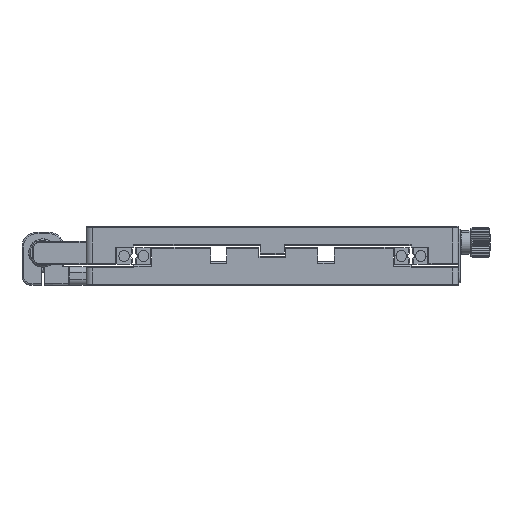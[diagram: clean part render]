
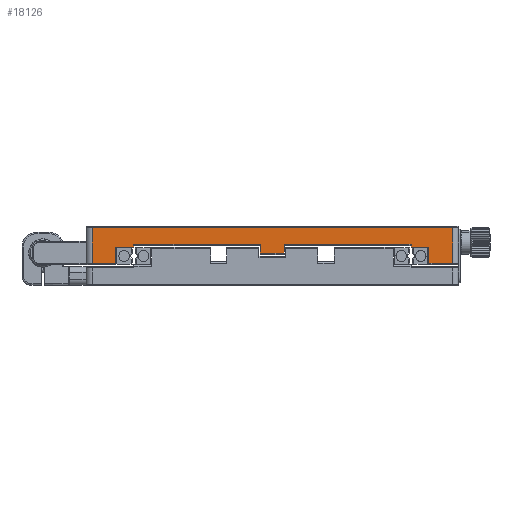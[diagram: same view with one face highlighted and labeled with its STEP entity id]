
A CAD part, front view. The second image highlights one B-rep face of the part: STEP entity #18126.
In plain terms, the highlighted planar face has unit normal (0, -1, 0).
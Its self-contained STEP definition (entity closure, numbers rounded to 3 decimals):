
#394 = VECTOR ( 'NONE', #3390, 1000. ) ;
#434 = LINE ( 'NONE', #21871, #394 ) ;
#1048 = VERTEX_POINT ( 'NONE', #9609 ) ;
#1104 = CARTESIAN_POINT ( 'NONE',  ( -46.5, -62.5, 13. ) ) ;
#1186 = VECTOR ( 'NONE', #26151, 1000. ) ;
#1378 = DIRECTION ( 'NONE',  ( 1., 0., 0. ) ) ;
#1518 = CARTESIAN_POINT ( 'NONE',  ( 46.5, -62.5, 14. ) ) ;
#1638 = ORIENTED_EDGE ( 'NONE', *, *, #28225, .T. ) ;
#1774 = EDGE_CURVE ( 'NONE', #29817, #27391, #14234, .T. ) ;
#2024 = EDGE_LOOP ( 'NONE', ( #25998, #19115, #5026, #13896, #18267, #20521, #9808, #24431, #27774, #17338, #28238, #27885, #10550, #4553, #5590, #1638 ) ) ;
#2849 = VERTEX_POINT ( 'NONE', #14268 ) ;
#3131 = CARTESIAN_POINT ( 'NONE',  ( 60.5, -62.5, 7. ) ) ;
#3175 = VECTOR ( 'NONE', #3266, 1000. ) ;
#3266 = DIRECTION ( 'NONE',  ( 0., 0., -1. ) ) ;
#3390 = DIRECTION ( 'NONE',  ( 0., 0., 1. ) ) ;
#3872 = VERTEX_POINT ( 'NONE', #11209 ) ;
#4492 = VECTOR ( 'NONE', #9573, 1000. ) ;
#4553 = ORIENTED_EDGE ( 'NONE', *, *, #6003, .T. ) ;
#5026 = ORIENTED_EDGE ( 'NONE', *, *, #24837, .F. ) ;
#5335 = LINE ( 'NONE', #20548, #9338 ) ;
#5590 = ORIENTED_EDGE ( 'NONE', *, *, #20516, .T. ) ;
#5772 = LINE ( 'NONE', #22795, #13956 ) ;
#5944 = CARTESIAN_POINT ( 'NONE',  ( -52.5, -62.5, 7.5 ) ) ;
#6003 = EDGE_CURVE ( 'NONE', #13431, #19123, #10747, .T. ) ;
#6176 = LINE ( 'NONE', #27122, #3175 ) ;
#6540 = LINE ( 'NONE', #20681, #7444 ) ;
#6811 = CARTESIAN_POINT ( 'NONE',  ( 52.5, -62.5, 13. ) ) ;
#7444 = VECTOR ( 'NONE', #23578, 1000. ) ;
#7837 = CARTESIAN_POINT ( 'NONE',  ( -46.5, -62.5, 14. ) ) ;
#8166 = CARTESIAN_POINT ( 'NONE',  ( 46.5, -62.5, 14. ) ) ;
#8257 = EDGE_CURVE ( 'NONE', #18816, #25893, #20762, .T. ) ;
#8580 = CARTESIAN_POINT ( 'NONE',  ( 52.5, -62.5, 13. ) ) ;
#8663 = DIRECTION ( 'NONE',  ( 1., 0., 0. ) ) ;
#8772 = VECTOR ( 'NONE', #8663, 1000. ) ;
#9338 = VECTOR ( 'NONE', #24423, 1000. ) ;
#9506 = EDGE_CURVE ( 'NONE', #9868, #25893, #29197, .T. ) ;
#9573 = DIRECTION ( 'NONE',  ( 0., 0., -1. ) ) ;
#9609 = CARTESIAN_POINT ( 'NONE',  ( -60.5, -62.5, 7.5 ) ) ;
#9657 = DIRECTION ( 'NONE',  ( -1., 0., 0. ) ) ;
#9727 = DIRECTION ( 'NONE',  ( 0., 0., -1. ) ) ;
#9784 = EDGE_CURVE ( 'NONE', #29817, #14106, #21444, .T. ) ;
#9808 = ORIENTED_EDGE ( 'NONE', *, *, #18281, .F. ) ;
#9868 = VERTEX_POINT ( 'NONE', #1518 ) ;
#10100 = LINE ( 'NONE', #8166, #8772 ) ;
#10146 = CARTESIAN_POINT ( 'NONE',  ( 4., -62.5, 11. ) ) ;
#10550 = ORIENTED_EDGE ( 'NONE', *, *, #10834, .T. ) ;
#10595 = CARTESIAN_POINT ( 'NONE',  ( 52.5, -62.5, 7.5 ) ) ;
#10747 = LINE ( 'NONE', #23853, #11221 ) ;
#10814 = VECTOR ( 'NONE', #25614, 1000. ) ;
#10834 = EDGE_CURVE ( 'NONE', #18816, #13431, #24321, .T. ) ;
#11176 = EDGE_CURVE ( 'NONE', #14106, #2849, #5772, .T. ) ;
#11209 = CARTESIAN_POINT ( 'NONE',  ( -60.5, -62.5, 19.5 ) ) ;
#11221 = VECTOR ( 'NONE', #17569, 1000. ) ;
#11628 = PLANE ( 'NONE',  #13931 ) ;
#12496 = EDGE_CURVE ( 'NONE', #1048, #15904, #25744, .T. ) ;
#12725 = DIRECTION ( 'NONE',  ( 0., 0., -1. ) ) ;
#12986 = VERTEX_POINT ( 'NONE', #27410 ) ;
#13233 = CARTESIAN_POINT ( 'NONE',  ( -4., -62.5, 14. ) ) ;
#13431 = VERTEX_POINT ( 'NONE', #10595 ) ;
#13449 = VECTOR ( 'NONE', #12725, 1000. ) ;
#13522 = VECTOR ( 'NONE', #1378, 1000. ) ;
#13896 = ORIENTED_EDGE ( 'NONE', *, *, #11176, .F. ) ;
#13931 = AXIS2_PLACEMENT_3D ( 'NONE', #15088, #14070, #26646 ) ;
#13956 = VECTOR ( 'NONE', #9657, 1000. ) ;
#14070 = DIRECTION ( 'NONE',  ( 0., 1., 0. ) ) ;
#14106 = VERTEX_POINT ( 'NONE', #1104 ) ;
#14234 = LINE ( 'NONE', #13233, #25413 ) ;
#14268 = CARTESIAN_POINT ( 'NONE',  ( -52.5, -62.5, 13. ) ) ;
#14335 = CARTESIAN_POINT ( 'NONE',  ( -4., -62.5, 14. ) ) ;
#14908 = LINE ( 'NONE', #3131, #20665 ) ;
#15088 = CARTESIAN_POINT ( 'NONE',  ( 62.5, -62.5, 7. ) ) ;
#15843 = VERTEX_POINT ( 'NONE', #10146 ) ;
#15861 = CARTESIAN_POINT ( 'NONE',  ( 60.5, -62.5, 7.5 ) ) ;
#15904 = VERTEX_POINT ( 'NONE', #5944 ) ;
#16839 = CARTESIAN_POINT ( 'NONE',  ( 52.5, -62.5, 13. ) ) ;
#17338 = ORIENTED_EDGE ( 'NONE', *, *, #20358, .T. ) ;
#17569 = DIRECTION ( 'NONE',  ( 1., 0., 0. ) ) ;
#18126 = ADVANCED_FACE ( 'NONE', ( #25676 ), #11628, .F. ) ;
#18267 = ORIENTED_EDGE ( 'NONE', *, *, #9784, .F. ) ;
#18281 = EDGE_CURVE ( 'NONE', #22656, #27391, #434, .T. ) ;
#18816 = VERTEX_POINT ( 'NONE', #16839 ) ;
#19115 = ORIENTED_EDGE ( 'NONE', *, *, #12496, .T. ) ;
#19123 = VERTEX_POINT ( 'NONE', #15861 ) ;
#19551 = DIRECTION ( 'NONE',  ( 1., 0., 0. ) ) ;
#19921 = VECTOR ( 'NONE', #9727, 1000. ) ;
#20338 = CARTESIAN_POINT ( 'NONE',  ( -60.5, -62.5, 7. ) ) ;
#20358 = EDGE_CURVE ( 'NONE', #12986, #9868, #10100, .T. ) ;
#20416 = CARTESIAN_POINT ( 'NONE',  ( -52.5, -62.5, 7.5 ) ) ;
#20516 = EDGE_CURVE ( 'NONE', #19123, #28457, #14908, .T. ) ;
#20521 = ORIENTED_EDGE ( 'NONE', *, *, #1774, .T. ) ;
#20548 = CARTESIAN_POINT ( 'NONE',  ( 62.5, -62.5, 19.5 ) ) ;
#20665 = VECTOR ( 'NONE', #28398, 1000. ) ;
#20681 = CARTESIAN_POINT ( 'NONE',  ( 4., -62.5, 11. ) ) ;
#20762 = LINE ( 'NONE', #8580, #10814 ) ;
#20796 = EDGE_CURVE ( 'NONE', #3872, #1048, #25166, .T. ) ;
#21444 = LINE ( 'NONE', #23381, #13449 ) ;
#21871 = CARTESIAN_POINT ( 'NONE',  ( -4., -62.5, 13.5 ) ) ;
#22641 = EDGE_CURVE ( 'NONE', #12986, #15843, #23700, .T. ) ;
#22656 = VERTEX_POINT ( 'NONE', #30059 ) ;
#22795 = CARTESIAN_POINT ( 'NONE',  ( -40.5, -62.5, 13. ) ) ;
#22867 = DIRECTION ( 'NONE',  ( 0., 0., -1. ) ) ;
#23381 = CARTESIAN_POINT ( 'NONE',  ( -46.5, -62.5, 139.159 ) ) ;
#23431 = VECTOR ( 'NONE', #22867, 1000. ) ;
#23503 = EDGE_CURVE ( 'NONE', #22656, #15843, #6540, .T. ) ;
#23578 = DIRECTION ( 'NONE',  ( 1., 0., 0. ) ) ;
#23700 = LINE ( 'NONE', #29031, #4492 ) ;
#23853 = CARTESIAN_POINT ( 'NONE',  ( 60.5, -62.5, 7.5 ) ) ;
#24321 = LINE ( 'NONE', #6811, #19921 ) ;
#24423 = DIRECTION ( 'NONE',  ( -1., 0., 0. ) ) ;
#24431 = ORIENTED_EDGE ( 'NONE', *, *, #23503, .T. ) ;
#24473 = CARTESIAN_POINT ( 'NONE',  ( 46.5, -62.5, 13. ) ) ;
#24837 = EDGE_CURVE ( 'NONE', #2849, #15904, #6176, .T. ) ;
#25166 = LINE ( 'NONE', #20338, #1186 ) ;
#25413 = VECTOR ( 'NONE', #19551, 1000. ) ;
#25592 = CARTESIAN_POINT ( 'NONE',  ( 60.5, -62.5, 19.5 ) ) ;
#25614 = DIRECTION ( 'NONE',  ( -1., 0., 0. ) ) ;
#25676 = FACE_OUTER_BOUND ( 'NONE', #2024, .T. ) ;
#25744 = LINE ( 'NONE', #20416, #13522 ) ;
#25893 = VERTEX_POINT ( 'NONE', #24473 ) ;
#25998 = ORIENTED_EDGE ( 'NONE', *, *, #20796, .T. ) ;
#26151 = DIRECTION ( 'NONE',  ( 0., 0., -1. ) ) ;
#26646 = DIRECTION ( 'NONE',  ( 0., 0., -1. ) ) ;
#27122 = CARTESIAN_POINT ( 'NONE',  ( -52.5, -62.5, 13. ) ) ;
#27391 = VERTEX_POINT ( 'NONE', #14335 ) ;
#27410 = CARTESIAN_POINT ( 'NONE',  ( 4., -62.5, 14. ) ) ;
#27774 = ORIENTED_EDGE ( 'NONE', *, *, #22641, .F. ) ;
#27885 = ORIENTED_EDGE ( 'NONE', *, *, #8257, .F. ) ;
#28225 = EDGE_CURVE ( 'NONE', #28457, #3872, #5335, .T. ) ;
#28238 = ORIENTED_EDGE ( 'NONE', *, *, #9506, .T. ) ;
#28398 = DIRECTION ( 'NONE',  ( 0., 0., 1. ) ) ;
#28457 = VERTEX_POINT ( 'NONE', #25592 ) ;
#28686 = CARTESIAN_POINT ( 'NONE',  ( 46.5, -62.5, 139.159 ) ) ;
#29031 = CARTESIAN_POINT ( 'NONE',  ( 4., -62.5, 13.5 ) ) ;
#29197 = LINE ( 'NONE', #28686, #23431 ) ;
#29817 = VERTEX_POINT ( 'NONE', #7837 ) ;
#30059 = CARTESIAN_POINT ( 'NONE',  ( -4., -62.5, 11. ) ) ;
